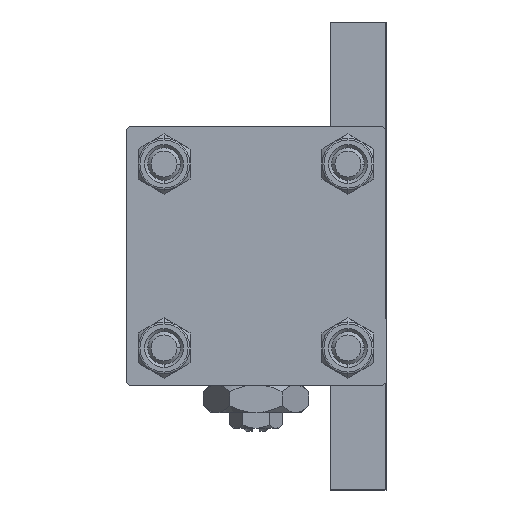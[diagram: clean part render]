
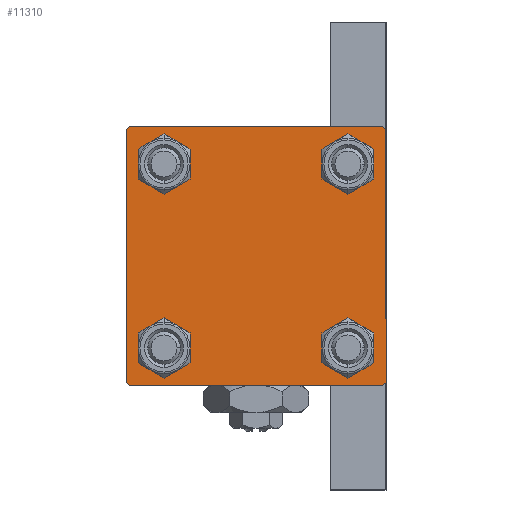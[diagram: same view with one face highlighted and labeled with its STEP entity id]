
A CAD part, left-side view. The second image highlights one B-rep face of the part: STEP entity #11310.
In plain terms, the highlighted planar face has unit normal (-1, 0, 0).
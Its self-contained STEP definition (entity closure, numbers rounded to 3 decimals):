
#416 = LINE ( 'NONE', #35501, #34400 ) ;
#697 = EDGE_CURVE ( 'NONE', #5059, #40117, #18334, .T. ) ;
#2008 = VERTEX_POINT ( 'NONE', #38940 ) ;
#2060 = VERTEX_POINT ( 'NONE', #13198 ) ;
#2750 = ORIENTED_EDGE ( 'NONE', *, *, #16021, .T. ) ;
#2852 = CARTESIAN_POINT ( 'NONE',  ( 0., -14.15, -14.15 ) ) ;
#3125 = VECTOR ( 'NONE', #44377, 1000. ) ;
#3514 = LINE ( 'NONE', #13325, #20416 ) ;
#4021 = DIRECTION ( 'NONE',  ( 1., 0., 0. ) ) ;
#4409 = DIRECTION ( 'NONE',  ( 0., 0., -1. ) ) ;
#5059 = VERTEX_POINT ( 'NONE', #7899 ) ;
#5327 = VERTEX_POINT ( 'NONE', #34083 ) ;
#6153 = CARTESIAN_POINT ( 'NONE',  ( 0., -19.75, 19.75 ) ) ;
#6437 = CIRCLE ( 'NONE', #37165, 3. ) ;
#6855 = CARTESIAN_POINT ( 'NONE',  ( 0., -19.5, -20. ) ) ;
#6921 = CARTESIAN_POINT ( 'NONE',  ( 0., -14.15, 11.15 ) ) ;
#6969 = VERTEX_POINT ( 'NONE', #6855 ) ;
#7512 = DIRECTION ( 'NONE',  ( 1., 0., 0. ) ) ;
#7535 = LINE ( 'NONE', #22941, #29784 ) ;
#7558 = CARTESIAN_POINT ( 'NONE',  ( 0., 14.15, -14.15 ) ) ;
#7757 = CARTESIAN_POINT ( 'NONE',  ( 0., -14.15, 14.15 ) ) ;
#7853 = EDGE_CURVE ( 'NONE', #26281, #2008, #33528, .T. ) ;
#7899 = CARTESIAN_POINT ( 'NONE',  ( 0., -20., 19.5 ) ) ;
#7900 = CARTESIAN_POINT ( 'NONE',  ( 0., 0., 0. ) ) ;
#7922 = VERTEX_POINT ( 'NONE', #6921 ) ;
#8328 = ORIENTED_EDGE ( 'NONE', *, *, #23847, .T. ) ;
#9525 = VECTOR ( 'NONE', #16269, 1000. ) ;
#9763 = AXIS2_PLACEMENT_3D ( 'NONE', #29345, #13965, #45201 ) ;
#9816 = EDGE_CURVE ( 'NONE', #32199, #25230, #10161, .T. ) ;
#10161 = CIRCLE ( 'NONE', #27881, 3. ) ;
#10793 = VECTOR ( 'NONE', #11267, 1000. ) ;
#10928 = ORIENTED_EDGE ( 'NONE', *, *, #36660, .T. ) ;
#11267 = DIRECTION ( 'NONE',  ( 0., 0., -1. ) ) ;
#11310 = ADVANCED_FACE ( 'NONE', ( #46239, #22822, #31362, #42463, #23561 ), #38183, .T. ) ;
#11369 = VECTOR ( 'NONE', #4409, 1000. ) ;
#11805 = AXIS2_PLACEMENT_3D ( 'NONE', #14500, #41711, #33905 ) ;
#11963 = CARTESIAN_POINT ( 'NONE',  ( 0., 14.15, 11.15 ) ) ;
#12188 = CARTESIAN_POINT ( 'NONE',  ( 0., 14.15, 14.15 ) ) ;
#12554 = DIRECTION ( 'NONE',  ( 0., 0.707, -0.707 ) ) ;
#12718 = VERTEX_POINT ( 'NONE', #18947 ) ;
#13135 = ORIENTED_EDGE ( 'NONE', *, *, #39307, .T. ) ;
#13198 = CARTESIAN_POINT ( 'NONE',  ( 0., -14.15, 17.15 ) ) ;
#13258 = EDGE_CURVE ( 'NONE', #42674, #27548, #416, .T. ) ;
#13325 = CARTESIAN_POINT ( 'NONE',  ( 0., -19.75, -19.75 ) ) ;
#13965 = DIRECTION ( 'NONE',  ( 1., 0., 0. ) ) ;
#14500 = CARTESIAN_POINT ( 'NONE',  ( 0., 14.15, -14.15 ) ) ;
#14950 = CARTESIAN_POINT ( 'NONE',  ( 0., 19.5, 20. ) ) ;
#14983 = DIRECTION ( 'NONE',  ( -1., 0., 0. ) ) ;
#15126 = ORIENTED_EDGE ( 'NONE', *, *, #13258, .T. ) ;
#15448 = EDGE_CURVE ( 'NONE', #42619, #18820, #43572, .T. ) ;
#15910 = ORIENTED_EDGE ( 'NONE', *, *, #15448, .T. ) ;
#16021 = EDGE_CURVE ( 'NONE', #27548, #24282, #38719, .T. ) ;
#16212 = CARTESIAN_POINT ( 'NONE',  ( 0., -14.15, -17.15 ) ) ;
#16218 = DIRECTION ( 'NONE',  ( 1., 0., 0. ) ) ;
#16269 = DIRECTION ( 'NONE',  ( 0., -1., 0. ) ) ;
#17058 = ORIENTED_EDGE ( 'NONE', *, *, #34855, .T. ) ;
#17393 = EDGE_LOOP ( 'NONE', ( #13135, #40506 ) ) ;
#18171 = CARTESIAN_POINT ( 'NONE',  ( 0., 19.75, -19.75 ) ) ;
#18334 = LINE ( 'NONE', #45531, #10793 ) ;
#18424 = ORIENTED_EDGE ( 'NONE', *, *, #697, .F. ) ;
#18820 = VERTEX_POINT ( 'NONE', #16212 ) ;
#18947 = CARTESIAN_POINT ( 'NONE',  ( 0., -19.5, 20. ) ) ;
#19055 = ORIENTED_EDGE ( 'NONE', *, *, #37311, .T. ) ;
#19633 = EDGE_CURVE ( 'NONE', #18820, #42619, #47718, .T. ) ;
#19804 = CARTESIAN_POINT ( 'NONE',  ( 0., 20., 20. ) ) ;
#20232 = EDGE_LOOP ( 'NONE', ( #2750, #10928, #17058, #24424, #18424, #22929, #36075, #15126 ) ) ;
#20416 = VECTOR ( 'NONE', #24184, 1000. ) ;
#20582 = DIRECTION ( 'NONE',  ( 0., 0., 1. ) ) ;
#20819 = EDGE_LOOP ( 'NONE', ( #8328, #38001 ) ) ;
#20888 = CARTESIAN_POINT ( 'NONE',  ( 0., 14.15, -17.15 ) ) ;
#21091 = EDGE_CURVE ( 'NONE', #6969, #40117, #3514, .T. ) ;
#22822 = FACE_BOUND ( 'NONE', #31534, .T. ) ;
#22920 = DIRECTION ( 'NONE',  ( 0., 0., 1. ) ) ;
#22929 = ORIENTED_EDGE ( 'NONE', *, *, #23494, .T. ) ;
#22941 = CARTESIAN_POINT ( 'NONE',  ( 0., 20., -20. ) ) ;
#23494 = EDGE_CURVE ( 'NONE', #5059, #12718, #25840, .T. ) ;
#23561 = FACE_OUTER_BOUND ( 'NONE', #20232, .T. ) ;
#23847 = EDGE_CURVE ( 'NONE', #25230, #32199, #6437, .T. ) ;
#24184 = DIRECTION ( 'NONE',  ( 0., -0.707, 0.707 ) ) ;
#24282 = VERTEX_POINT ( 'NONE', #48032 ) ;
#24367 = CARTESIAN_POINT ( 'NONE',  ( 0., -14.15, 14.15 ) ) ;
#24424 = ORIENTED_EDGE ( 'NONE', *, *, #21091, .T. ) ;
#24818 = CIRCLE ( 'NONE', #37709, 3. ) ;
#25230 = VERTEX_POINT ( 'NONE', #38691 ) ;
#25840 = LINE ( 'NONE', #6153, #28306 ) ;
#25999 = AXIS2_PLACEMENT_3D ( 'NONE', #2852, #16218, #31355 ) ;
#26228 = ORIENTED_EDGE ( 'NONE', *, *, #19633, .T. ) ;
#26281 = VERTEX_POINT ( 'NONE', #20888 ) ;
#26607 = CARTESIAN_POINT ( 'NONE',  ( 0., 20., 19.5 ) ) ;
#26702 = ORIENTED_EDGE ( 'NONE', *, *, #7853, .T. ) ;
#26965 = DIRECTION ( 'NONE',  ( 0., -1., 0. ) ) ;
#27405 = CIRCLE ( 'NONE', #49930, 3. ) ;
#27548 = VERTEX_POINT ( 'NONE', #26607 ) ;
#27881 = AXIS2_PLACEMENT_3D ( 'NONE', #12188, #35866, #43919 ) ;
#28306 = VECTOR ( 'NONE', #40465, 1000. ) ;
#29345 = CARTESIAN_POINT ( 'NONE',  ( 0., -14.15, -14.15 ) ) ;
#29347 = CARTESIAN_POINT ( 'NONE',  ( 0., -14.15, -11.15 ) ) ;
#29748 = CARTESIAN_POINT ( 'NONE',  ( 0., 14.15, 14.15 ) ) ;
#29784 = VECTOR ( 'NONE', #26965, 1000. ) ;
#31355 = DIRECTION ( 'NONE',  ( 0., 0., 1. ) ) ;
#31362 = FACE_BOUND ( 'NONE', #35111, .T. ) ;
#31534 = EDGE_LOOP ( 'NONE', ( #15910, #26228 ) ) ;
#32113 = CIRCLE ( 'NONE', #32953, 3. ) ;
#32199 = VERTEX_POINT ( 'NONE', #11963 ) ;
#32900 = EDGE_CURVE ( 'NONE', #7922, #2060, #27405, .T. ) ;
#32953 = AXIS2_PLACEMENT_3D ( 'NONE', #7757, #7512, #22920 ) ;
#33528 = CIRCLE ( 'NONE', #11805, 3. ) ;
#33764 = DIRECTION ( 'NONE',  ( 1., 0., 0. ) ) ;
#33905 = DIRECTION ( 'NONE',  ( 0., 0., 1. ) ) ;
#34083 = CARTESIAN_POINT ( 'NONE',  ( 0., 19.5, -20. ) ) ;
#34094 = CARTESIAN_POINT ( 'NONE',  ( 0., -20., -19.5 ) ) ;
#34400 = VECTOR ( 'NONE', #12554, 1000. ) ;
#34855 = EDGE_CURVE ( 'NONE', #5327, #6969, #7535, .T. ) ;
#35111 = EDGE_LOOP ( 'NONE', ( #19055, #26702 ) ) ;
#35501 = CARTESIAN_POINT ( 'NONE',  ( 0., 19.75, 19.75 ) ) ;
#35683 = LINE ( 'NONE', #43472, #9525 ) ;
#35866 = DIRECTION ( 'NONE',  ( 1., 0., 0. ) ) ;
#36075 = ORIENTED_EDGE ( 'NONE', *, *, #49647, .F. ) ;
#36660 = EDGE_CURVE ( 'NONE', #24282, #5327, #37327, .T. ) ;
#37165 = AXIS2_PLACEMENT_3D ( 'NONE', #29748, #33764, #45105 ) ;
#37311 = EDGE_CURVE ( 'NONE', #2008, #26281, #24818, .T. ) ;
#37327 = LINE ( 'NONE', #18171, #3125 ) ;
#37709 = AXIS2_PLACEMENT_3D ( 'NONE', #7558, #4021, #38575 ) ;
#38001 = ORIENTED_EDGE ( 'NONE', *, *, #9816, .T. ) ;
#38183 = PLANE ( 'NONE',  #39119 ) ;
#38575 = DIRECTION ( 'NONE',  ( 0., 0., 1. ) ) ;
#38681 = DIRECTION ( 'NONE',  ( 0., 0., 1. ) ) ;
#38691 = CARTESIAN_POINT ( 'NONE',  ( 0., 14.15, 17.15 ) ) ;
#38719 = LINE ( 'NONE', #19804, #11369 ) ;
#38940 = CARTESIAN_POINT ( 'NONE',  ( 0., 14.15, -11.15 ) ) ;
#39119 = AXIS2_PLACEMENT_3D ( 'NONE', #7900, #14983, #38681 ) ;
#39307 = EDGE_CURVE ( 'NONE', #2060, #7922, #32113, .T. ) ;
#39746 = DIRECTION ( 'NONE',  ( 1., 0., 0. ) ) ;
#40117 = VERTEX_POINT ( 'NONE', #34094 ) ;
#40465 = DIRECTION ( 'NONE',  ( 0., 0.707, 0.707 ) ) ;
#40506 = ORIENTED_EDGE ( 'NONE', *, *, #32900, .T. ) ;
#41711 = DIRECTION ( 'NONE',  ( 1., 0., 0. ) ) ;
#42463 = FACE_BOUND ( 'NONE', #20819, .T. ) ;
#42619 = VERTEX_POINT ( 'NONE', #29347 ) ;
#42674 = VERTEX_POINT ( 'NONE', #14950 ) ;
#43472 = CARTESIAN_POINT ( 'NONE',  ( 0., 20., 20. ) ) ;
#43572 = CIRCLE ( 'NONE', #9763, 3. ) ;
#43919 = DIRECTION ( 'NONE',  ( 0., 0., 1. ) ) ;
#44377 = DIRECTION ( 'NONE',  ( 0., -0.707, -0.707 ) ) ;
#45105 = DIRECTION ( 'NONE',  ( 0., 0., 1. ) ) ;
#45201 = DIRECTION ( 'NONE',  ( 0., 0., 1. ) ) ;
#45531 = CARTESIAN_POINT ( 'NONE',  ( 0., -20., 20. ) ) ;
#46239 = FACE_BOUND ( 'NONE', #17393, .T. ) ;
#47718 = CIRCLE ( 'NONE', #25999, 3. ) ;
#48032 = CARTESIAN_POINT ( 'NONE',  ( 0., 20., -19.5 ) ) ;
#49647 = EDGE_CURVE ( 'NONE', #42674, #12718, #35683, .T. ) ;
#49930 = AXIS2_PLACEMENT_3D ( 'NONE', #24367, #39746, #20582 ) ;
